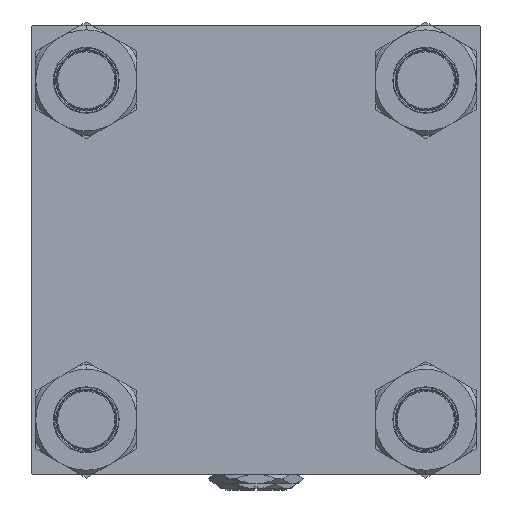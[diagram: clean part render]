
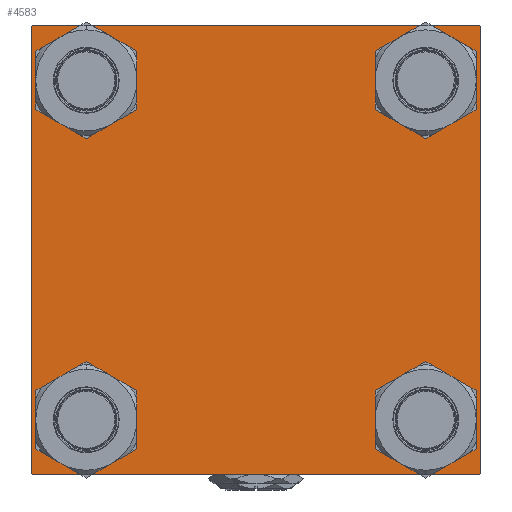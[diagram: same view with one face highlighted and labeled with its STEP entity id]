
A CAD part, left-side view. The second image highlights one B-rep face of the part: STEP entity #4583.
In plain terms, the highlighted planar face has unit normal (-1, 0, 0).
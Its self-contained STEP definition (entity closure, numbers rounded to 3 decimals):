
#301 = CIRCLE ( 'NONE', #3721, 14. ) ;
#461 = DIRECTION ( 'NONE',  ( 0., 0., 1. ) ) ;
#850 = ORIENTED_EDGE ( 'NONE', *, *, #31818, .F. ) ;
#974 = AXIS2_PLACEMENT_3D ( 'NONE', #43151, #2980, #23302 ) ;
#1636 = CARTESIAN_POINT ( 'NONE',  ( 0., -102.5, 102.5 ) ) ;
#1776 = AXIS2_PLACEMENT_3D ( 'NONE', #42263, #5581, #39024 ) ;
#2498 = AXIS2_PLACEMENT_3D ( 'NONE', #47450, #34339, #22272 ) ;
#2746 = VECTOR ( 'NONE', #43518, 1000. ) ;
#2980 = DIRECTION ( 'NONE',  ( 1., 0., 0. ) ) ;
#3222 = AXIS2_PLACEMENT_3D ( 'NONE', #47894, #24050, #27528 ) ;
#3455 = FACE_BOUND ( 'NONE', #33551, .T. ) ;
#3721 = AXIS2_PLACEMENT_3D ( 'NONE', #50534, #37685, #461 ) ;
#3849 = DIRECTION ( 'NONE',  ( 1., 0., 0. ) ) ;
#3986 = FACE_OUTER_BOUND ( 'NONE', #14764, .T. ) ;
#4148 = VERTEX_POINT ( 'NONE', #17780 ) ;
#4583 = ADVANCED_FACE ( 'NONE', ( #19486, #16009, #15746, #3455, #3986 ), #44418, .T. ) ;
#5581 = DIRECTION ( 'NONE',  ( 1., 0., 0. ) ) ;
#6254 = DIRECTION ( 'NONE',  ( 1., 0., 0. ) ) ;
#6736 = ORIENTED_EDGE ( 'NONE', *, *, #31839, .T. ) ;
#8400 = CARTESIAN_POINT ( 'NONE',  ( 0., -102.5, -102. ) ) ;
#8677 = VECTOR ( 'NONE', #43859, 1000. ) ;
#9042 = CARTESIAN_POINT ( 'NONE',  ( 0., -77.45, 77.45 ) ) ;
#9597 = VERTEX_POINT ( 'NONE', #27738 ) ;
#9916 = CARTESIAN_POINT ( 'NONE',  ( 0., -102., -102.5 ) ) ;
#10052 = DIRECTION ( 'NONE',  ( 0., 0.707, -0.707 ) ) ;
#10803 = ORIENTED_EDGE ( 'NONE', *, *, #13710, .T. ) ;
#10838 = LINE ( 'NONE', #34677, #2746 ) ;
#10943 = EDGE_CURVE ( 'NONE', #4148, #23117, #26537, .T. ) ;
#11688 = ORIENTED_EDGE ( 'NONE', *, *, #30507, .T. ) ;
#12895 = EDGE_CURVE ( 'NONE', #29595, #37460, #32917, .T. ) ;
#13126 = VERTEX_POINT ( 'NONE', #29683 ) ;
#13555 = LINE ( 'NONE', #50782, #22625 ) ;
#13710 = EDGE_CURVE ( 'NONE', #23117, #4148, #26617, .T. ) ;
#14114 = AXIS2_PLACEMENT_3D ( 'NONE', #42414, #6254, #22811 ) ;
#14764 = EDGE_LOOP ( 'NONE', ( #20623, #43374, #48276, #48389, #17143, #30235, #850, #26778 ) ) ;
#14855 = CARTESIAN_POINT ( 'NONE',  ( 0., -102.5, 102. ) ) ;
#14914 = CIRCLE ( 'NONE', #35449, 14. ) ;
#14994 = CIRCLE ( 'NONE', #52677, 14. ) ;
#15746 = FACE_BOUND ( 'NONE', #32307, .T. ) ;
#16009 = FACE_BOUND ( 'NONE', #20915, .T. ) ;
#16440 = DIRECTION ( 'NONE',  ( 1., 0., 0. ) ) ;
#16454 = CARTESIAN_POINT ( 'NONE',  ( 0., 102.5, -102.5 ) ) ;
#16595 = VERTEX_POINT ( 'NONE', #31159 ) ;
#16707 = VERTEX_POINT ( 'NONE', #8400 ) ;
#17143 = ORIENTED_EDGE ( 'NONE', *, *, #21544, .F. ) ;
#17258 = VERTEX_POINT ( 'NONE', #39895 ) ;
#17780 = CARTESIAN_POINT ( 'NONE',  ( 0., 77.45, -63.45 ) ) ;
#19486 = FACE_BOUND ( 'NONE', #29066, .T. ) ;
#19710 = AXIS2_PLACEMENT_3D ( 'NONE', #45365, #16440, #37068 ) ;
#20623 = ORIENTED_EDGE ( 'NONE', *, *, #12895, .T. ) ;
#20915 = EDGE_LOOP ( 'NONE', ( #11688, #26885 ) ) ;
#21544 = EDGE_CURVE ( 'NONE', #23850, #16707, #21709, .T. ) ;
#21709 = LINE ( 'NONE', #1636, #38564 ) ;
#21803 = CIRCLE ( 'NONE', #14114, 14. ) ;
#21942 = EDGE_CURVE ( 'NONE', #23850, #9597, #48145, .T. ) ;
#22272 = DIRECTION ( 'NONE',  ( 0., 0., 1. ) ) ;
#22389 = CARTESIAN_POINT ( 'NONE',  ( 0., -77.45, -91.45 ) ) ;
#22479 = DIRECTION ( 'NONE',  ( 0., 0., -1. ) ) ;
#22625 = VECTOR ( 'NONE', #10052, 1000. ) ;
#22652 = EDGE_CURVE ( 'NONE', #37460, #29476, #46797, .T. ) ;
#22811 = DIRECTION ( 'NONE',  ( 0., 0., 1. ) ) ;
#22918 = DIRECTION ( 'NONE',  ( 0., -0.707, -0.707 ) ) ;
#23117 = VERTEX_POINT ( 'NONE', #33219 ) ;
#23302 = DIRECTION ( 'NONE',  ( 0., 0., 1. ) ) ;
#23850 = VERTEX_POINT ( 'NONE', #14855 ) ;
#23854 = EDGE_CURVE ( 'NONE', #52441, #16707, #10838, .T. ) ;
#24050 = DIRECTION ( 'NONE',  ( -1., 0., 0. ) ) ;
#24838 = CIRCLE ( 'NONE', #1776, 14. ) ;
#24902 = VECTOR ( 'NONE', #22918, 1000. ) ;
#25352 = DIRECTION ( 'NONE',  ( 0., 0., 1. ) ) ;
#25895 = VECTOR ( 'NONE', #46168, 1000. ) ;
#25993 = EDGE_CURVE ( 'NONE', #29476, #52441, #29805, .T. ) ;
#26537 = CIRCLE ( 'NONE', #19710, 14. ) ;
#26617 = CIRCLE ( 'NONE', #974, 14. ) ;
#26657 = EDGE_CURVE ( 'NONE', #42438, #36793, #301, .T. ) ;
#26778 = ORIENTED_EDGE ( 'NONE', *, *, #29543, .T. ) ;
#26885 = ORIENTED_EDGE ( 'NONE', *, *, #26657, .T. ) ;
#27528 = DIRECTION ( 'NONE',  ( 0., 0., 1. ) ) ;
#27738 = CARTESIAN_POINT ( 'NONE',  ( 0., -102., 102.5 ) ) ;
#29066 = EDGE_LOOP ( 'NONE', ( #6736, #38082 ) ) ;
#29159 = VECTOR ( 'NONE', #52772, 1000. ) ;
#29476 = VERTEX_POINT ( 'NONE', #49736 ) ;
#29543 = EDGE_CURVE ( 'NONE', #16595, #29595, #13555, .T. ) ;
#29595 = VERTEX_POINT ( 'NONE', #40572 ) ;
#29683 = CARTESIAN_POINT ( 'NONE',  ( 0., 77.45, 91.45 ) ) ;
#29805 = LINE ( 'NONE', #16454, #25895 ) ;
#30235 = ORIENTED_EDGE ( 'NONE', *, *, #21942, .T. ) ;
#30507 = EDGE_CURVE ( 'NONE', #36793, #42438, #21803, .T. ) ;
#31159 = CARTESIAN_POINT ( 'NONE',  ( 0., 102., 102.5 ) ) ;
#31347 = ORIENTED_EDGE ( 'NONE', *, *, #43966, .T. ) ;
#31818 = EDGE_CURVE ( 'NONE', #16595, #9597, #52844, .T. ) ;
#31839 = EDGE_CURVE ( 'NONE', #34539, #17258, #14994, .T. ) ;
#32307 = EDGE_LOOP ( 'NONE', ( #35605, #10803 ) ) ;
#32399 = EDGE_CURVE ( 'NONE', #17258, #34539, #14914, .T. ) ;
#32735 = CARTESIAN_POINT ( 'NONE',  ( 0., -77.45, 77.45 ) ) ;
#32917 = LINE ( 'NONE', #40980, #29159 ) ;
#32968 = CARTESIAN_POINT ( 'NONE',  ( 0., -77.45, -63.45 ) ) ;
#33219 = CARTESIAN_POINT ( 'NONE',  ( 0., 77.45, -91.45 ) ) ;
#33551 = EDGE_LOOP ( 'NONE', ( #31347, #46903 ) ) ;
#34339 = DIRECTION ( 'NONE',  ( 1., 0., 0. ) ) ;
#34539 = VERTEX_POINT ( 'NONE', #45266 ) ;
#34677 = CARTESIAN_POINT ( 'NONE',  ( 0., -102.25, -102.25 ) ) ;
#34687 = VECTOR ( 'NONE', #52322, 1000. ) ;
#35449 = AXIS2_PLACEMENT_3D ( 'NONE', #9042, #38479, #25352 ) ;
#35605 = ORIENTED_EDGE ( 'NONE', *, *, #10943, .T. ) ;
#35701 = DIRECTION ( 'NONE',  ( 0., 0., 1. ) ) ;
#36793 = VERTEX_POINT ( 'NONE', #32968 ) ;
#37068 = DIRECTION ( 'NONE',  ( 0., 0., 1. ) ) ;
#37460 = VERTEX_POINT ( 'NONE', #48814 ) ;
#37685 = DIRECTION ( 'NONE',  ( 1., 0., 0. ) ) ;
#38082 = ORIENTED_EDGE ( 'NONE', *, *, #32399, .T. ) ;
#38479 = DIRECTION ( 'NONE',  ( 1., 0., 0. ) ) ;
#38564 = VECTOR ( 'NONE', #22479, 1000. ) ;
#39024 = DIRECTION ( 'NONE',  ( 0., 0., 1. ) ) ;
#39895 = CARTESIAN_POINT ( 'NONE',  ( 0., -77.45, 63.45 ) ) ;
#40572 = CARTESIAN_POINT ( 'NONE',  ( 0., 102.5, 102. ) ) ;
#40980 = CARTESIAN_POINT ( 'NONE',  ( 0., 102.5, 102.5 ) ) ;
#42263 = CARTESIAN_POINT ( 'NONE',  ( 0., 77.45, 77.45 ) ) ;
#42414 = CARTESIAN_POINT ( 'NONE',  ( 0., -77.45, -77.45 ) ) ;
#42438 = VERTEX_POINT ( 'NONE', #22389 ) ;
#42676 = CIRCLE ( 'NONE', #2498, 14. ) ;
#43151 = CARTESIAN_POINT ( 'NONE',  ( 0., 77.45, -77.45 ) ) ;
#43374 = ORIENTED_EDGE ( 'NONE', *, *, #22652, .T. ) ;
#43518 = DIRECTION ( 'NONE',  ( 0., -0.707, 0.707 ) ) ;
#43859 = DIRECTION ( 'NONE',  ( 0., 0.707, 0.707 ) ) ;
#43966 = EDGE_CURVE ( 'NONE', #13126, #49744, #42676, .T. ) ;
#44418 = PLANE ( 'NONE',  #3222 ) ;
#45266 = CARTESIAN_POINT ( 'NONE',  ( 0., -77.45, 91.45 ) ) ;
#45365 = CARTESIAN_POINT ( 'NONE',  ( 0., 77.45, -77.45 ) ) ;
#46159 = CARTESIAN_POINT ( 'NONE',  ( 0., 77.45, 63.45 ) ) ;
#46168 = DIRECTION ( 'NONE',  ( 0., -1., 0. ) ) ;
#46797 = LINE ( 'NONE', #47058, #24902 ) ;
#46903 = ORIENTED_EDGE ( 'NONE', *, *, #51940, .T. ) ;
#47058 = CARTESIAN_POINT ( 'NONE',  ( 0., 102.25, -102.25 ) ) ;
#47342 = CARTESIAN_POINT ( 'NONE',  ( 0., -102.25, 102.25 ) ) ;
#47450 = CARTESIAN_POINT ( 'NONE',  ( 0., 77.45, 77.45 ) ) ;
#47894 = CARTESIAN_POINT ( 'NONE',  ( 0., 0., 0. ) ) ;
#48145 = LINE ( 'NONE', #47342, #8677 ) ;
#48276 = ORIENTED_EDGE ( 'NONE', *, *, #25993, .T. ) ;
#48294 = CARTESIAN_POINT ( 'NONE',  ( 0., 102.5, 102.5 ) ) ;
#48389 = ORIENTED_EDGE ( 'NONE', *, *, #23854, .T. ) ;
#48814 = CARTESIAN_POINT ( 'NONE',  ( 0., 102.5, -102. ) ) ;
#49736 = CARTESIAN_POINT ( 'NONE',  ( 0., 102., -102.5 ) ) ;
#49744 = VERTEX_POINT ( 'NONE', #46159 ) ;
#50534 = CARTESIAN_POINT ( 'NONE',  ( 0., -77.45, -77.45 ) ) ;
#50782 = CARTESIAN_POINT ( 'NONE',  ( 0., 102.25, 102.25 ) ) ;
#51940 = EDGE_CURVE ( 'NONE', #49744, #13126, #24838, .T. ) ;
#52322 = DIRECTION ( 'NONE',  ( 0., -1., 0. ) ) ;
#52441 = VERTEX_POINT ( 'NONE', #9916 ) ;
#52677 = AXIS2_PLACEMENT_3D ( 'NONE', #32735, #3849, #35701 ) ;
#52772 = DIRECTION ( 'NONE',  ( 0., 0., -1. ) ) ;
#52844 = LINE ( 'NONE', #48294, #34687 ) ;
